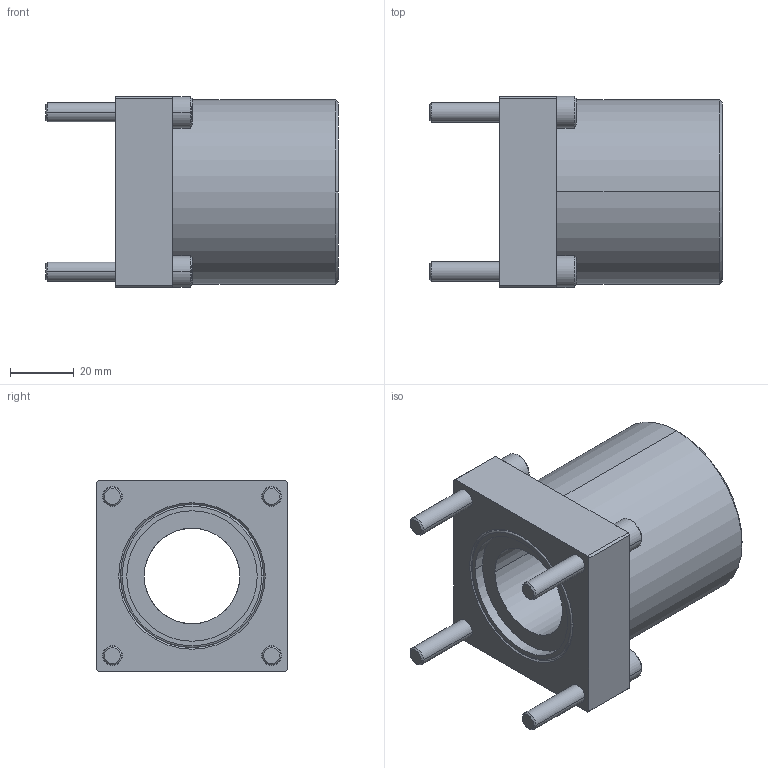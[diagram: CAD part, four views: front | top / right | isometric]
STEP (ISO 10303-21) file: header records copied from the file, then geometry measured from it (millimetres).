
FILE_DESCRIPTION(('Creo Elements/Direct Modeling STEP Export'),'2;1');
FILE_NAME('96.1008_Linearführungseinheit-MMS-44_60x60-Ø30-(Kugelbuchse).stp','2022-12-12T14:09:19',(''),(''),'PTC Creo Elements/Direct Modeling STEP processor for AP214 (Solid Model)','PTC Creo Elements/Direct Modeling 19.0C 15-Aug-2015 (C) Parametric Technology GmbH','');
FILE_SCHEMA(('AUTOMOTIVE_DESIGN { 1 0 10303 214 1 1 1 1 }'));
Length unit declared in the file: millimetre
Products named in the file (4): Lagergehäuse-Normkugelbuchse_60x60-Ø30_96.1002_PX183447; Normkugelbuchse_LM30-UU-Ø30Ø45x64-2Abstreiferdichtungen_96.1004_P
X183444; Zylinderschraube-DIN912_M6x40-8.8-verz_12056_PX183452.3; Linearführungseinheit-MMS-44_60x60-Ø30-Kugelbuchse_96.1008_PX1834
53
Assembly tree (6 placements, depth 2):
  Linearführungseinheit-MMS-44_60x60-Ø30-Kugelbuchse_96.1008_PX1834
53
    Zylinderschraube-DIN912_M6x40-8.8-verz_12056_PX183452.3  x4
    Normkugelbuchse_LM30-UU-Ø30Ø45x64-2Abstreiferdichtungen_96.1004_P
X183444
    Lagergehäuse-Normkugelbuchse_60x60-Ø30_96.1002_PX183447
Bounding box: 92 x 60 x 60 mm (x, y, z)
Volume: 151304.5 mm3; surface area: 52099.1 mm2
Topology: 6 solids, 6 shells, 141 faces, 314 edges, 200 vertices
Faces by surface type: plane 59, cylinder 58, cone 20, torus 4
Entity records: 2711 total; most frequent: ORIENTED_EDGE 376, DIRECTION 350, CARTESIAN_POINT 340, EDGE_CURVE 188, AXIS2_PLACEMENT_3D 132, VERTEX_POINT 122, EDGE_LOOP 102, VECTOR 86
